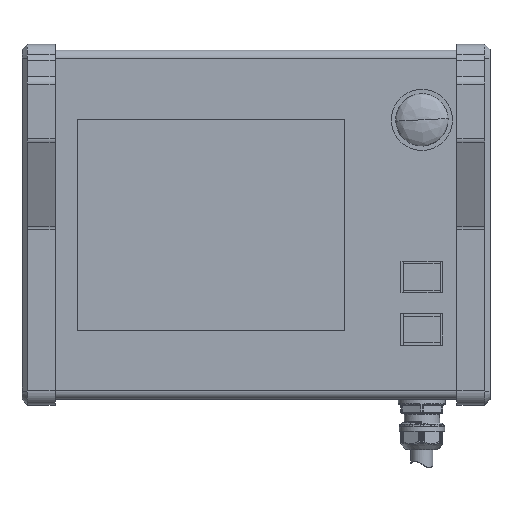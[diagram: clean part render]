
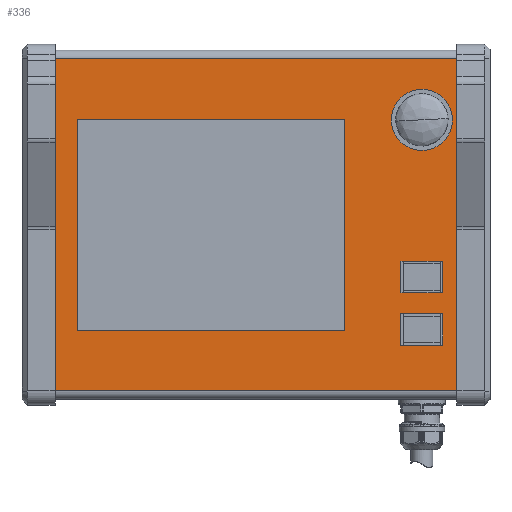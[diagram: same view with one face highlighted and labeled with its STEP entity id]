
A CAD part, top view. The second image highlights one B-rep face of the part: STEP entity #336.
In plain terms, the highlighted planar face has unit normal (0, 0, 1).
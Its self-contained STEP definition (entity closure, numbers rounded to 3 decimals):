
#12 = VERTEX_POINT ( 'NONE', #18951 ) ;
#336 = ADVANCED_FACE ( 'NONE', ( #23602, #9769, #27120, #15808, #1021 ), #18729, .F. ) ;
#492 = LINE ( 'NONE', #32621, #14201 ) ;
#541 = VERTEX_POINT ( 'NONE', #22017 ) ;
#1021 = FACE_OUTER_BOUND ( 'NONE', #11691, .T. ) ;
#1026 = CARTESIAN_POINT ( 'NONE',  ( 107., -39., 32.5 ) ) ;
#1216 = VECTOR ( 'NONE', #24970, 1000. ) ;
#1699 = DIRECTION ( 'NONE',  ( 0., -1., 0. ) ) ;
#2709 = VERTEX_POINT ( 'NONE', #23590 ) ;
#2859 = VECTOR ( 'NONE', #18265, 1000. ) ;
#2916 = ORIENTED_EDGE ( 'NONE', *, *, #19364, .T. ) ;
#2937 = CARTESIAN_POINT ( 'NONE',  ( 50.5, 60.5, 32.5 ) ) ;
#3382 = VERTEX_POINT ( 'NONE', #17824 ) ;
#3669 = CARTESIAN_POINT ( 'NONE',  ( 95., 60., 32.5 ) ) ;
#3926 = ORIENTED_EDGE ( 'NONE', *, *, #11907, .T. ) ;
#4221 = VERTEX_POINT ( 'NONE', #18357 ) ;
#4638 = ORIENTED_EDGE ( 'NONE', *, *, #25938, .T. ) ;
#4996 = ORIENTED_EDGE ( 'NONE', *, *, #37326, .T. ) ;
#5095 = LINE ( 'NONE', #19507, #17981 ) ;
#5181 = ORIENTED_EDGE ( 'NONE', *, *, #9975, .T. ) ;
#5264 = DIRECTION ( 'NONE',  ( -1., 0., 0. ) ) ;
#5303 = EDGE_CURVE ( 'NONE', #16799, #19682, #32137, .T. ) ;
#5425 = ORIENTED_EDGE ( 'NONE', *, *, #19118, .T. ) ;
#5564 = VERTEX_POINT ( 'NONE', #11258 ) ;
#5864 = LINE ( 'NONE', #31089, #29820 ) ;
#5908 = CARTESIAN_POINT ( 'NONE',  ( 107., -51., 32.5 ) ) ;
#6211 = CARTESIAN_POINT ( 'NONE',  ( 83., 95., 32.5 ) ) ;
#6383 = VECTOR ( 'NONE', #11718, 1000. ) ;
#6445 = EDGE_CURVE ( 'NONE', #19682, #3382, #17194, .T. ) ;
#7522 = VECTOR ( 'NONE', #22051, 1000. ) ;
#7670 = VERTEX_POINT ( 'NONE', #36886 ) ;
#7905 = LINE ( 'NONE', #28362, #23821 ) ;
#8112 = EDGE_CURVE ( 'NONE', #23093, #2709, #20621, .T. ) ;
#8954 = CARTESIAN_POINT ( 'NONE',  ( 95., 60., 32.5 ) ) ;
#9069 = CARTESIAN_POINT ( 'NONE',  ( 124.8, -95., 32.5 ) ) ;
#9204 = DIRECTION ( 'NONE',  ( -1., 0., 0. ) ) ;
#9639 = VERTEX_POINT ( 'NONE', #9069 ) ;
#9729 = EDGE_CURVE ( 'NONE', #35018, #13377, #5095, .T. ) ;
#9769 = FACE_BOUND ( 'NONE', #24387, .T. ) ;
#9865 = CARTESIAN_POINT ( 'NONE',  ( 125., 95., 32.5 ) ) ;
#9975 = EDGE_CURVE ( 'NONE', #9639, #29004, #5864, .T. ) ;
#10178 = LINE ( 'NONE', #33954, #7522 ) ;
#10532 = CARTESIAN_POINT ( 'NONE',  ( 124.8, 95., 32.5 ) ) ;
#10857 = VERTEX_POINT ( 'NONE', #17991 ) ;
#10932 = VECTOR ( 'NONE', #36998, 1000. ) ;
#11038 = CARTESIAN_POINT ( 'NONE',  ( 50.5, 60.5, 32.5 ) ) ;
#11079 = VECTOR ( 'NONE', #21188, 1000. ) ;
#11258 = CARTESIAN_POINT ( 'NONE',  ( -124.8, -95., 32.5 ) ) ;
#11382 = DIRECTION ( 'NONE',  ( -1., 0., 0. ) ) ;
#11691 = EDGE_LOOP ( 'NONE', ( #17176, #5181, #4996, #2916 ) ) ;
#11718 = DIRECTION ( 'NONE',  ( 0., 1., 0. ) ) ;
#11767 = ORIENTED_EDGE ( 'NONE', *, *, #13182, .T. ) ;
#11907 = EDGE_CURVE ( 'NONE', #16153, #23093, #10178, .T. ) ;
#11984 = EDGE_LOOP ( 'NONE', ( #13411, #36263, #3926, #37410 ) ) ;
#12296 = CARTESIAN_POINT ( 'NONE',  ( 50.5, -60.5, 32.5 ) ) ;
#12799 = DIRECTION ( 'NONE',  ( 0., 1., 0. ) ) ;
#13016 = DIRECTION ( 'NONE',  ( 0., -1., 0. ) ) ;
#13081 = VERTEX_POINT ( 'NONE', #33101 ) ;
#13092 = LINE ( 'NONE', #19331, #1216 ) ;
#13182 = EDGE_CURVE ( 'NONE', #7670, #35018, #23556, .T. ) ;
#13268 = CARTESIAN_POINT ( 'NONE',  ( -102.5, 60.5, 32.5 ) ) ;
#13377 = VERTEX_POINT ( 'NONE', #35941 ) ;
#13411 = ORIENTED_EDGE ( 'NONE', *, *, #30767, .T. ) ;
#13660 = ORIENTED_EDGE ( 'NONE', *, *, #30735, .T. ) ;
#14201 = VECTOR ( 'NONE', #33193, 1000. ) ;
#14288 = AXIS2_PLACEMENT_3D ( 'NONE', #15242, #18354, #9204 ) ;
#15242 = CARTESIAN_POINT ( 'NONE',  ( 125., 95., 32.5 ) ) ;
#15808 = FACE_BOUND ( 'NONE', #20988, .T. ) ;
#16153 = VERTEX_POINT ( 'NONE', #1026 ) ;
#16395 = DIRECTION ( 'NONE',  ( 0., -1., 0. ) ) ;
#16799 = VERTEX_POINT ( 'NONE', #27807 ) ;
#16876 = VECTOR ( 'NONE', #11382, 1000. ) ;
#17069 = AXIS2_PLACEMENT_3D ( 'NONE', #8954, #24126, #23542 ) ;
#17135 = CARTESIAN_POINT ( 'NONE',  ( 125., -21., 32.5 ) ) ;
#17176 = ORIENTED_EDGE ( 'NONE', *, *, #17389, .F. ) ;
#17194 = LINE ( 'NONE', #31791, #36462 ) ;
#17288 = ORIENTED_EDGE ( 'NONE', *, *, #5303, .T. ) ;
#17380 = DIRECTION ( 'NONE',  ( -1., 0., 0. ) ) ;
#17389 = EDGE_CURVE ( 'NONE', #9639, #5564, #34561, .T. ) ;
#17765 = VECTOR ( 'NONE', #5264, 1000. ) ;
#17824 = CARTESIAN_POINT ( 'NONE',  ( -102.5, -60.5, 32.5 ) ) ;
#17981 = VECTOR ( 'NONE', #16395, 1000. ) ;
#17991 = CARTESIAN_POINT ( 'NONE',  ( 77.5, 60., 32.5 ) ) ;
#18265 = DIRECTION ( 'NONE',  ( -1., 0., 0. ) ) ;
#18304 = EDGE_CURVE ( 'NONE', #12, #7670, #492, .T. ) ;
#18354 = DIRECTION ( 'NONE',  ( 0., 0., -1. ) ) ;
#18357 = CARTESIAN_POINT ( 'NONE',  ( 112.5, 60., 32.5 ) ) ;
#18729 = PLANE ( 'NONE',  #14288 ) ;
#18951 = CARTESIAN_POINT ( 'NONE',  ( 83., -69., 32.5 ) ) ;
#19118 = EDGE_CURVE ( 'NONE', #36747, #16799, #25841, .T. ) ;
#19331 = CARTESIAN_POINT ( 'NONE',  ( -124.8, 95., 32.5 ) ) ;
#19364 = EDGE_CURVE ( 'NONE', #13081, #5564, #13092, .T. ) ;
#19507 = CARTESIAN_POINT ( 'NONE',  ( 107., 95., 32.5 ) ) ;
#19682 = VERTEX_POINT ( 'NONE', #12296 ) ;
#20189 = DIRECTION ( 'NONE',  ( 1., 0., 0. ) ) ;
#20621 = LINE ( 'NONE', #6211, #11079 ) ;
#20988 = EDGE_LOOP ( 'NONE', ( #17288, #30556, #4638, #5425 ) ) ;
#21180 = DIRECTION ( 'NONE',  ( -1., 0., 0. ) ) ;
#21188 = DIRECTION ( 'NONE',  ( 0., 1., 0. ) ) ;
#22017 = CARTESIAN_POINT ( 'NONE',  ( 107., -21., 32.5 ) ) ;
#22051 = DIRECTION ( 'NONE',  ( -1., 0., 0. ) ) ;
#23093 = VERTEX_POINT ( 'NONE', #37879 ) ;
#23250 = CARTESIAN_POINT ( 'NONE',  ( 125., -95., 32.5 ) ) ;
#23542 = DIRECTION ( 'NONE',  ( -1., 0., 0. ) ) ;
#23556 = LINE ( 'NONE', #35838, #29330 ) ;
#23590 = CARTESIAN_POINT ( 'NONE',  ( 83., -21., 32.5 ) ) ;
#23602 = FACE_BOUND ( 'NONE', #34706, .T. ) ;
#23821 = VECTOR ( 'NONE', #1699, 1000. ) ;
#24126 = DIRECTION ( 'NONE',  ( 0., 0., 1. ) ) ;
#24387 = EDGE_LOOP ( 'NONE', ( #11767, #36264, #13660, #26126 ) ) ;
#24970 = DIRECTION ( 'NONE',  ( 0., -1., 0. ) ) ;
#25697 = CARTESIAN_POINT ( 'NONE',  ( 125., -69., 32.5 ) ) ;
#25841 = LINE ( 'NONE', #11038, #32927 ) ;
#25938 = EDGE_CURVE ( 'NONE', #3382, #36747, #26324, .T. ) ;
#26126 = ORIENTED_EDGE ( 'NONE', *, *, #18304, .T. ) ;
#26324 = LINE ( 'NONE', #38368, #6383 ) ;
#26525 = EDGE_CURVE ( 'NONE', #4221, #10857, #28177, .T. ) ;
#26977 = AXIS2_PLACEMENT_3D ( 'NONE', #3669, #36945, #21180 ) ;
#27120 = FACE_BOUND ( 'NONE', #11984, .T. ) ;
#27548 = EDGE_CURVE ( 'NONE', #10857, #4221, #32608, .T. ) ;
#27771 = ORIENTED_EDGE ( 'NONE', *, *, #27548, .F. ) ;
#27807 = CARTESIAN_POINT ( 'NONE',  ( 50.5, 60.5, 32.5 ) ) ;
#28177 = CIRCLE ( 'NONE', #26977, 17.5 ) ;
#28362 = CARTESIAN_POINT ( 'NONE',  ( 107., 95., 32.5 ) ) ;
#29004 = VERTEX_POINT ( 'NONE', #10532 ) ;
#29330 = VECTOR ( 'NONE', #32528, 1000. ) ;
#29820 = VECTOR ( 'NONE', #12799, 1000. ) ;
#30556 = ORIENTED_EDGE ( 'NONE', *, *, #6445, .T. ) ;
#30735 = EDGE_CURVE ( 'NONE', #13377, #12, #31929, .T. ) ;
#30767 = EDGE_CURVE ( 'NONE', #2709, #541, #34653, .T. ) ;
#31089 = CARTESIAN_POINT ( 'NONE',  ( 124.8, 95., 32.5 ) ) ;
#31791 = CARTESIAN_POINT ( 'NONE',  ( 50.5, -60.5, 32.5 ) ) ;
#31929 = LINE ( 'NONE', #25697, #17765 ) ;
#32137 = LINE ( 'NONE', #2937, #33343 ) ;
#32528 = DIRECTION ( 'NONE',  ( 1., 0., 0. ) ) ;
#32608 = CIRCLE ( 'NONE', #17069, 17.5 ) ;
#32621 = CARTESIAN_POINT ( 'NONE',  ( 83., 95., 32.5 ) ) ;
#32927 = VECTOR ( 'NONE', #20189, 1000. ) ;
#33101 = CARTESIAN_POINT ( 'NONE',  ( -124.8, 95., 32.5 ) ) ;
#33193 = DIRECTION ( 'NONE',  ( 0., 1., 0. ) ) ;
#33255 = LINE ( 'NONE', #9865, #2859 ) ;
#33343 = VECTOR ( 'NONE', #13016, 1000. ) ;
#33954 = CARTESIAN_POINT ( 'NONE',  ( 125., -39., 32.5 ) ) ;
#34405 = EDGE_CURVE ( 'NONE', #541, #16153, #7905, .T. ) ;
#34561 = LINE ( 'NONE', #23250, #16876 ) ;
#34653 = LINE ( 'NONE', #17135, #10932 ) ;
#34706 = EDGE_LOOP ( 'NONE', ( #27771, #35389 ) ) ;
#35018 = VERTEX_POINT ( 'NONE', #5908 ) ;
#35389 = ORIENTED_EDGE ( 'NONE', *, *, #26525, .F. ) ;
#35838 = CARTESIAN_POINT ( 'NONE',  ( 125., -51., 32.5 ) ) ;
#35941 = CARTESIAN_POINT ( 'NONE',  ( 107., -69., 32.5 ) ) ;
#36263 = ORIENTED_EDGE ( 'NONE', *, *, #34405, .T. ) ;
#36264 = ORIENTED_EDGE ( 'NONE', *, *, #9729, .T. ) ;
#36462 = VECTOR ( 'NONE', #17380, 1000. ) ;
#36747 = VERTEX_POINT ( 'NONE', #13268 ) ;
#36886 = CARTESIAN_POINT ( 'NONE',  ( 83., -51., 32.5 ) ) ;
#36945 = DIRECTION ( 'NONE',  ( 0., 0., 1. ) ) ;
#36998 = DIRECTION ( 'NONE',  ( 1., 0., 0. ) ) ;
#37326 = EDGE_CURVE ( 'NONE', #29004, #13081, #33255, .T. ) ;
#37410 = ORIENTED_EDGE ( 'NONE', *, *, #8112, .T. ) ;
#37879 = CARTESIAN_POINT ( 'NONE',  ( 83., -39., 32.5 ) ) ;
#38368 = CARTESIAN_POINT ( 'NONE',  ( -102.5, 60.5, 32.5 ) ) ;
